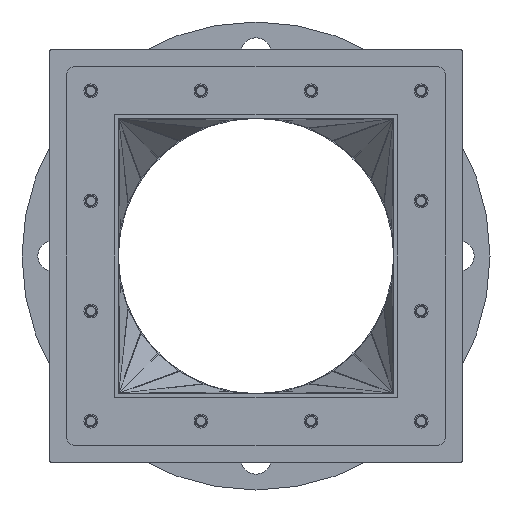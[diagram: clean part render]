
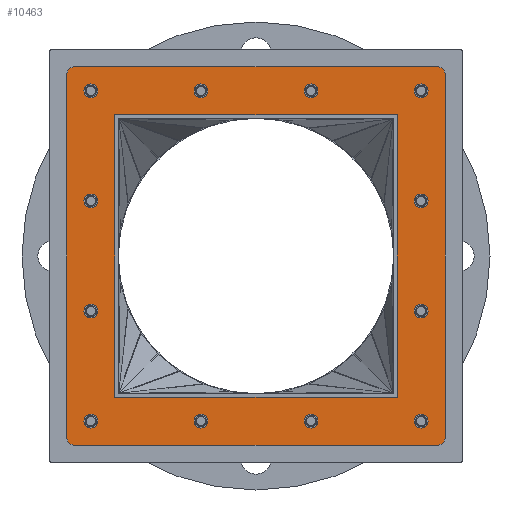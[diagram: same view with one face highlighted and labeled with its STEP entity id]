
A CAD part, front view. The second image highlights one B-rep face of the part: STEP entity #10463.
In plain terms, the highlighted planar face has unit normal (0, -1, 0).
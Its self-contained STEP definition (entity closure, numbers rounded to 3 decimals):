
#663=FACE_BOUND('',#2144,.T.);
#664=FACE_BOUND('',#2145,.T.);
#665=FACE_BOUND('',#2146,.T.);
#666=FACE_BOUND('',#2147,.T.);
#667=FACE_BOUND('',#2148,.T.);
#668=FACE_BOUND('',#2149,.T.);
#669=FACE_BOUND('',#2150,.T.);
#670=FACE_BOUND('',#2151,.T.);
#671=FACE_BOUND('',#2152,.T.);
#672=FACE_BOUND('',#2153,.T.);
#673=FACE_BOUND('',#2154,.T.);
#674=FACE_BOUND('',#2155,.T.);
#675=FACE_BOUND('',#2156,.T.);
#877=CIRCLE('',#11198,6.);
#879=CIRCLE('',#11202,6.);
#880=CIRCLE('',#11206,5.);
#882=CIRCLE('',#11209,5.);
#884=CIRCLE('',#11212,5.);
#886=CIRCLE('',#11215,5.);
#888=CIRCLE('',#11218,5.);
#890=CIRCLE('',#11221,5.);
#892=CIRCLE('',#11224,5.);
#894=CIRCLE('',#11227,5.);
#896=CIRCLE('',#11230,5.);
#898=CIRCLE('',#11233,5.);
#900=CIRCLE('',#11236,5.);
#902=CIRCLE('',#11239,5.);
#904=CIRCLE('',#11242,6.);
#905=CIRCLE('',#11243,6.);
#1384=FACE_OUTER_BOUND('',#2143,.T.);
#2143=EDGE_LOOP('',(#6699,#6700,#6701,#6702,#6703,#6704,#6705,#6706));
#2144=EDGE_LOOP('',(#6707,#6708,#6709,#6710));
#2145=EDGE_LOOP('',(#6711));
#2146=EDGE_LOOP('',(#6712));
#2147=EDGE_LOOP('',(#6713));
#2148=EDGE_LOOP('',(#6714));
#2149=EDGE_LOOP('',(#6715));
#2150=EDGE_LOOP('',(#6716));
#2151=EDGE_LOOP('',(#6717));
#2152=EDGE_LOOP('',(#6718));
#2153=EDGE_LOOP('',(#6719));
#2154=EDGE_LOOP('',(#6720));
#2155=EDGE_LOOP('',(#6721));
#2156=EDGE_LOOP('',(#6722));
#3087=LINE('',#15044,#3773);
#3092=LINE('',#15057,#3778);
#3096=LINE('',#15071,#3782);
#3100=LINE('',#15078,#3786);
#3101=LINE('',#15141,#3787);
#3102=LINE('',#15145,#3788);
#3103=LINE('',#15148,#3789);
#3104=LINE('',#15149,#3790);
#3773=VECTOR('',#12252,10.);
#3778=VECTOR('',#12265,10.);
#3782=VECTOR('',#12277,10.);
#3786=VECTOR('',#12283,10.);
#3787=VECTOR('',#12358,10.);
#3788=VECTOR('',#12361,10.);
#3789=VECTOR('',#12364,10.);
#3790=VECTOR('',#12365,10.);
#4459=VERTEX_POINT('',#15041);
#4460=VERTEX_POINT('',#15043);
#4462=VERTEX_POINT('',#15049);
#4464=VERTEX_POINT('',#15055);
#4466=VERTEX_POINT('',#15061);
#4469=VERTEX_POINT('',#15068);
#4470=VERTEX_POINT('',#15070);
#4472=VERTEX_POINT('',#15076);
#4473=VERTEX_POINT('',#15080);
#4475=VERTEX_POINT('',#15085);
#4477=VERTEX_POINT('',#15090);
#4479=VERTEX_POINT('',#15095);
#4481=VERTEX_POINT('',#15100);
#4483=VERTEX_POINT('',#15105);
#4485=VERTEX_POINT('',#15110);
#4487=VERTEX_POINT('',#15115);
#4489=VERTEX_POINT('',#15120);
#4491=VERTEX_POINT('',#15125);
#4493=VERTEX_POINT('',#15130);
#4495=VERTEX_POINT('',#15135);
#4497=VERTEX_POINT('',#15140);
#4498=VERTEX_POINT('',#15142);
#4499=VERTEX_POINT('',#15144);
#4500=VERTEX_POINT('',#15147);
#5283=EDGE_CURVE('',#4459,#4460,#3087,.T.);
#5287=EDGE_CURVE('',#4462,#4459,#877,.T.);
#5290=EDGE_CURVE('',#4464,#4462,#3092,.T.);
#5293=EDGE_CURVE('',#4466,#4464,#879,.T.);
#5296=EDGE_CURVE('',#4470,#4469,#3096,.T.);
#5300=EDGE_CURVE('',#4469,#4472,#3100,.T.);
#5301=EDGE_CURVE('',#4473,#4473,#880,.T.);
#5303=EDGE_CURVE('',#4475,#4475,#882,.T.);
#5305=EDGE_CURVE('',#4477,#4477,#884,.T.);
#5307=EDGE_CURVE('',#4479,#4479,#886,.T.);
#5309=EDGE_CURVE('',#4481,#4481,#888,.T.);
#5311=EDGE_CURVE('',#4483,#4483,#890,.T.);
#5313=EDGE_CURVE('',#4485,#4485,#892,.T.);
#5315=EDGE_CURVE('',#4487,#4487,#894,.T.);
#5317=EDGE_CURVE('',#4489,#4489,#896,.T.);
#5319=EDGE_CURVE('',#4491,#4491,#898,.T.);
#5321=EDGE_CURVE('',#4493,#4493,#900,.T.);
#5323=EDGE_CURVE('',#4495,#4495,#902,.T.);
#5325=EDGE_CURVE('',#4497,#4466,#3101,.T.);
#5326=EDGE_CURVE('',#4498,#4497,#904,.T.);
#5327=EDGE_CURVE('',#4499,#4498,#3102,.T.);
#5328=EDGE_CURVE('',#4460,#4499,#905,.T.);
#5329=EDGE_CURVE('',#4472,#4500,#3103,.T.);
#5330=EDGE_CURVE('',#4500,#4470,#3104,.T.);
#6699=ORIENTED_EDGE('',*,*,#5293,.F.);
#6700=ORIENTED_EDGE('',*,*,#5325,.F.);
#6701=ORIENTED_EDGE('',*,*,#5326,.F.);
#6702=ORIENTED_EDGE('',*,*,#5327,.F.);
#6703=ORIENTED_EDGE('',*,*,#5328,.F.);
#6704=ORIENTED_EDGE('',*,*,#5283,.F.);
#6705=ORIENTED_EDGE('',*,*,#5287,.F.);
#6706=ORIENTED_EDGE('',*,*,#5290,.F.);
#6707=ORIENTED_EDGE('',*,*,#5300,.T.);
#6708=ORIENTED_EDGE('',*,*,#5329,.T.);
#6709=ORIENTED_EDGE('',*,*,#5330,.T.);
#6710=ORIENTED_EDGE('',*,*,#5296,.T.);
#6711=ORIENTED_EDGE('',*,*,#5301,.T.);
#6712=ORIENTED_EDGE('',*,*,#5303,.T.);
#6713=ORIENTED_EDGE('',*,*,#5305,.T.);
#6714=ORIENTED_EDGE('',*,*,#5307,.T.);
#6715=ORIENTED_EDGE('',*,*,#5309,.T.);
#6716=ORIENTED_EDGE('',*,*,#5311,.T.);
#6717=ORIENTED_EDGE('',*,*,#5313,.T.);
#6718=ORIENTED_EDGE('',*,*,#5315,.T.);
#6719=ORIENTED_EDGE('',*,*,#5317,.T.);
#6720=ORIENTED_EDGE('',*,*,#5319,.T.);
#6721=ORIENTED_EDGE('',*,*,#5321,.T.);
#6722=ORIENTED_EDGE('',*,*,#5323,.T.);
#9395=PLANE('',#11241);
#10463=ADVANCED_FACE('',(#1384,#663,#664,#665,#666,#667,#668,#669,#670,
#671,#672,#673,#674,#675),#9395,.T.);
#11198=AXIS2_PLACEMENT_3D('',#15051,#12259,#12260);
#11202=AXIS2_PLACEMENT_3D('',#15063,#12271,#12272);
#11206=AXIS2_PLACEMENT_3D('',#15081,#12286,#12287);
#11209=AXIS2_PLACEMENT_3D('',#15086,#12292,#12293);
#11212=AXIS2_PLACEMENT_3D('',#15091,#12298,#12299);
#11215=AXIS2_PLACEMENT_3D('',#15096,#12304,#12305);
#11218=AXIS2_PLACEMENT_3D('',#15101,#12310,#12311);
#11221=AXIS2_PLACEMENT_3D('',#15106,#12316,#12317);
#11224=AXIS2_PLACEMENT_3D('',#15111,#12322,#12323);
#11227=AXIS2_PLACEMENT_3D('',#15116,#12328,#12329);
#11230=AXIS2_PLACEMENT_3D('',#15121,#12334,#12335);
#11233=AXIS2_PLACEMENT_3D('',#15126,#12340,#12341);
#11236=AXIS2_PLACEMENT_3D('',#15131,#12346,#12347);
#11239=AXIS2_PLACEMENT_3D('',#15136,#12352,#12353);
#11241=AXIS2_PLACEMENT_3D('',#15139,#12356,#12357);
#11242=AXIS2_PLACEMENT_3D('',#15143,#12359,#12360);
#11243=AXIS2_PLACEMENT_3D('',#15146,#12362,#12363);
#12252=DIRECTION('',(0.,0.,1.));
#12259=DIRECTION('center_axis',(0.,1.,0.));
#12260=DIRECTION('ref_axis',(-0.707,0.,-0.707));
#12265=DIRECTION('',(-1.,0.,0.));
#12271=DIRECTION('center_axis',(0.,1.,0.));
#12272=DIRECTION('ref_axis',(0.707,0.,-0.707));
#12277=DIRECTION('',(1.,0.,0.));
#12283=DIRECTION('',(0.,0.,-1.));
#12286=DIRECTION('center_axis',(0.,1.,0.));
#12287=DIRECTION('ref_axis',(-1.,0.,0.));
#12292=DIRECTION('center_axis',(0.,1.,0.));
#12293=DIRECTION('ref_axis',(-1.,0.,0.));
#12298=DIRECTION('center_axis',(0.,1.,0.));
#12299=DIRECTION('ref_axis',(-1.,0.,0.));
#12304=DIRECTION('center_axis',(0.,1.,0.));
#12305=DIRECTION('ref_axis',(-1.,0.,0.));
#12310=DIRECTION('center_axis',(0.,1.,0.));
#12311=DIRECTION('ref_axis',(-1.,0.,0.));
#12316=DIRECTION('center_axis',(0.,1.,0.));
#12317=DIRECTION('ref_axis',(-1.,0.,0.));
#12322=DIRECTION('center_axis',(0.,1.,0.));
#12323=DIRECTION('ref_axis',(-1.,0.,0.));
#12328=DIRECTION('center_axis',(0.,1.,0.));
#12329=DIRECTION('ref_axis',(-1.,0.,0.));
#12334=DIRECTION('center_axis',(0.,1.,0.));
#12335=DIRECTION('ref_axis',(-1.,0.,0.));
#12340=DIRECTION('center_axis',(0.,1.,0.));
#12341=DIRECTION('ref_axis',(-1.,0.,0.));
#12346=DIRECTION('center_axis',(0.,1.,0.));
#12347=DIRECTION('ref_axis',(-1.,0.,0.));
#12352=DIRECTION('center_axis',(0.,1.,0.));
#12353=DIRECTION('ref_axis',(-1.,0.,0.));
#12356=DIRECTION('center_axis',(0.,-1.,0.));
#12357=DIRECTION('ref_axis',(1.,0.,0.));
#12358=DIRECTION('',(0.,0.,-1.));
#12359=DIRECTION('center_axis',(0.,1.,0.));
#12360=DIRECTION('ref_axis',(0.707,0.,0.707));
#12361=DIRECTION('',(1.,0.,0.));
#12362=DIRECTION('center_axis',(0.,1.,0.));
#12363=DIRECTION('ref_axis',(-0.707,0.,0.707));
#12364=DIRECTION('',(-1.,0.,0.));
#12365=DIRECTION('',(0.,0.,1.));
#15041=CARTESIAN_POINT('',(-137.5,-92.,-131.5));
#15043=CARTESIAN_POINT('',(-137.5,-92.,131.5));
#15044=CARTESIAN_POINT('',(-137.5,-92.,-137.5));
#15049=CARTESIAN_POINT('',(-131.5,-92.,-137.5));
#15051=CARTESIAN_POINT('Origin',(-131.5,-92.,-131.5));
#15055=CARTESIAN_POINT('',(131.5,-92.,-137.5));
#15057=CARTESIAN_POINT('',(137.5,-92.,-137.5));
#15061=CARTESIAN_POINT('',(137.5,-92.,-131.5));
#15063=CARTESIAN_POINT('Origin',(131.5,-92.,-131.5));
#15068=CARTESIAN_POINT('',(102.5,-92.,102.5));
#15070=CARTESIAN_POINT('',(-102.5,-92.,102.5));
#15071=CARTESIAN_POINT('',(-51.25,-92.,102.5));
#15076=CARTESIAN_POINT('',(102.5,-92.,-102.5));
#15078=CARTESIAN_POINT('',(102.5,-92.,51.25));
#15080=CARTESIAN_POINT('',(125.,-92.,-120.));
#15081=CARTESIAN_POINT('Origin',(120.,-92.,-120.));
#15085=CARTESIAN_POINT('',(45.,-92.,-120.));
#15086=CARTESIAN_POINT('Origin',(40.,-92.,-120.));
#15090=CARTESIAN_POINT('',(-35.,-92.,-120.));
#15091=CARTESIAN_POINT('Origin',(-40.,-92.,-120.));
#15095=CARTESIAN_POINT('',(-115.,-92.,-120.));
#15096=CARTESIAN_POINT('Origin',(-120.,-92.,-120.));
#15100=CARTESIAN_POINT('',(125.,-92.,-40.));
#15101=CARTESIAN_POINT('Origin',(120.,-92.,-40.));
#15105=CARTESIAN_POINT('',(-115.,-92.,-40.));
#15106=CARTESIAN_POINT('Origin',(-120.,-92.,-40.));
#15110=CARTESIAN_POINT('',(125.,-92.,40.));
#15111=CARTESIAN_POINT('Origin',(120.,-92.,40.));
#15115=CARTESIAN_POINT('',(-115.,-92.,40.));
#15116=CARTESIAN_POINT('Origin',(-120.,-92.,40.));
#15120=CARTESIAN_POINT('',(125.,-92.,120.));
#15121=CARTESIAN_POINT('Origin',(120.,-92.,120.));
#15125=CARTESIAN_POINT('',(45.,-92.,120.));
#15126=CARTESIAN_POINT('Origin',(40.,-92.,120.));
#15130=CARTESIAN_POINT('',(-35.,-92.,120.));
#15131=CARTESIAN_POINT('Origin',(-40.,-92.,120.));
#15135=CARTESIAN_POINT('',(-115.,-92.,120.));
#15136=CARTESIAN_POINT('Origin',(-120.,-92.,120.));
#15139=CARTESIAN_POINT('Origin',(0.,-92.,0.));
#15140=CARTESIAN_POINT('',(137.5,-92.,131.5));
#15141=CARTESIAN_POINT('',(137.5,-92.,137.5));
#15142=CARTESIAN_POINT('',(131.5,-92.,137.5));
#15143=CARTESIAN_POINT('Origin',(131.5,-92.,131.5));
#15144=CARTESIAN_POINT('',(-131.5,-92.,137.5));
#15145=CARTESIAN_POINT('',(-137.5,-92.,137.5));
#15146=CARTESIAN_POINT('Origin',(-131.5,-92.,131.5));
#15147=CARTESIAN_POINT('',(-102.5,-92.,-102.5));
#15148=CARTESIAN_POINT('',(51.25,-92.,-102.5));
#15149=CARTESIAN_POINT('',(-102.5,-92.,-51.25));
